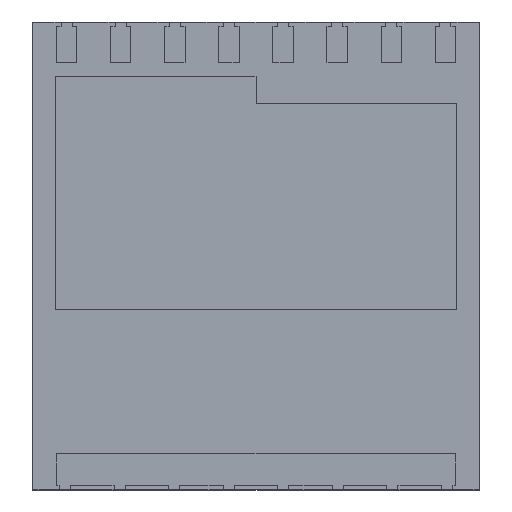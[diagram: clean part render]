
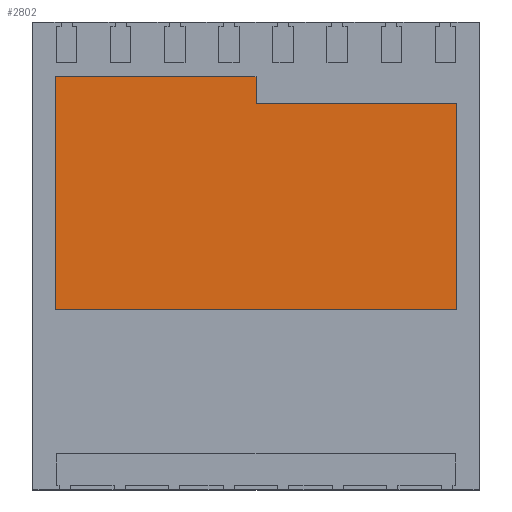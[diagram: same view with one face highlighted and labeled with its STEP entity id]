
A CAD part, top view. The second image highlights one B-rep face of the part: STEP entity #2802.
In plain terms, the highlighted planar face has unit normal (0, 0, 1).
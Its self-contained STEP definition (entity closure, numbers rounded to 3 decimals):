
#2802=ADVANCED_FACE('',(#4882),#4884,.T.);
#4882=FACE_BOUND('',#4883,.T.);
#4883=EDGE_LOOP('',(#6930,#6931,#6932,#6933,#6934,#6935));
#4884=PLANE('',#4885);
#4885=AXIS2_PLACEMENT_3D('',#4886,#4887,#4888);
#4886=CARTESIAN_POINT('',(0.,0.,1.047));
#4887=DIRECTION('',(0.,0.,1.));
#4888=DIRECTION('',(-1.,0.,0.));
#6930=ORIENTED_EDGE('',*,*,#7791,.T.);
#6931=ORIENTED_EDGE('',*,*,#7801,.T.);
#6932=ORIENTED_EDGE('',*,*,#7799,.T.);
#6933=ORIENTED_EDGE('',*,*,#7797,.T.);
#6934=ORIENTED_EDGE('',*,*,#7795,.T.);
#6935=ORIENTED_EDGE('',*,*,#7793,.T.);
#7791=EDGE_CURVE('',#9230,#9228,#9231,.T.);
#7793=EDGE_CURVE('',#9233,#9230,#9234,.T.);
#7795=EDGE_CURVE('',#9236,#9233,#9237,.T.);
#7797=EDGE_CURVE('',#9239,#9236,#9240,.T.);
#7799=EDGE_CURVE('',#9242,#9239,#9243,.T.);
#7801=EDGE_CURVE('',#9228,#9242,#9245,.T.);
#9228=VERTEX_POINT('',#12410);
#9230=VERTEX_POINT('',#12414);
#9231=LINE('',#12415,#12416);
#9233=VERTEX_POINT('',#12421);
#9234=LINE('',#12422,#12423);
#9236=VERTEX_POINT('',#12428);
#9237=LINE('',#12429,#12430);
#9239=VERTEX_POINT('',#12435);
#9240=LINE('',#12436,#12437);
#9242=VERTEX_POINT('',#12442);
#9243=LINE('',#12443,#12444);
#9245=LINE('',#12449,#12450);
#12410=CARTESIAN_POINT('',(4.45,-1.19,1.047));
#12414=CARTESIAN_POINT('',(-4.45,-1.19,1.047));
#12415=CARTESIAN_POINT('',(-4.45,-1.19,1.047));
#12416=VECTOR('',#12417,1.);
#12417=DIRECTION('',(1.,0.,0.));
#12421=CARTESIAN_POINT('',(-4.45,3.98,1.047));
#12422=CARTESIAN_POINT('',(-4.45,3.98,1.047));
#12423=VECTOR('',#12424,1.);
#12424=DIRECTION('',(0.,-1.,0.));
#12428=CARTESIAN_POINT('',(0.,3.98,1.047));
#12429=CARTESIAN_POINT('',(0.,3.98,1.047));
#12430=VECTOR('',#12431,1.);
#12431=DIRECTION('',(-1.,0.,0.));
#12435=CARTESIAN_POINT('',(0.,3.38,1.047));
#12436=CARTESIAN_POINT('',(0.,3.38,1.047));
#12437=VECTOR('',#12438,1.);
#12438=DIRECTION('',(0.,1.,0.));
#12442=CARTESIAN_POINT('',(4.45,3.38,1.047));
#12443=CARTESIAN_POINT('',(4.45,3.38,1.047));
#12444=VECTOR('',#12445,1.);
#12445=DIRECTION('',(-1.,0.,0.));
#12449=CARTESIAN_POINT('',(4.45,-1.19,1.047));
#12450=VECTOR('',#12451,1.);
#12451=DIRECTION('',(0.,1.,0.));
